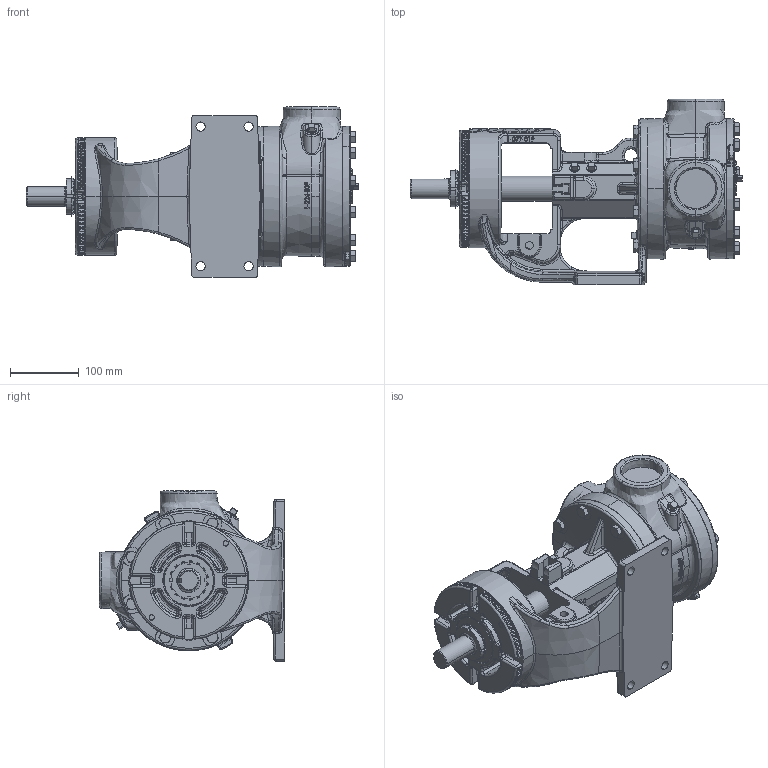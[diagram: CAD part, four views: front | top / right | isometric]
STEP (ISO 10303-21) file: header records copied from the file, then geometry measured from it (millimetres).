
FILE_DESCRIPTION (( 'STEP AP214' ), '1' );
FILE_NAME ('K124A.STEP', '2016-08-09T18:03:35', ( '' ), ( '' ), 'SwSTEP 2.0', 'SolidWorks 2015', '' );
FILE_SCHEMA (( 'AUTOMOTIVE_DESIGN' ));
Length unit declared in the file: inch
Products named in the file (2): K124A
Bounding box: 483.13 x 270.1 x 247.87 mm (x, y, z)
Volume: 7555827.2 mm3; surface area: 519433.2 mm2
Topology: 1 solids, 1 shells, 2828 faces, 7163 edges, 4374 vertices
Faces by surface type: plane 892, cone 647, bspline 635, cylinder 446, torus 138, sphere 70
Entity records: 258642 total; most frequent: CARTESIAN_POINT 175684, ORIENTED_EDGE 14228, DIRECTION 11331, EDGE_CURVE 7114, AXIS2_PLACEMENT_3D 4537, VERTEX_POINT 4373, EDGE_LOOP 2935, FACE_OUTER_BOUND 2828
